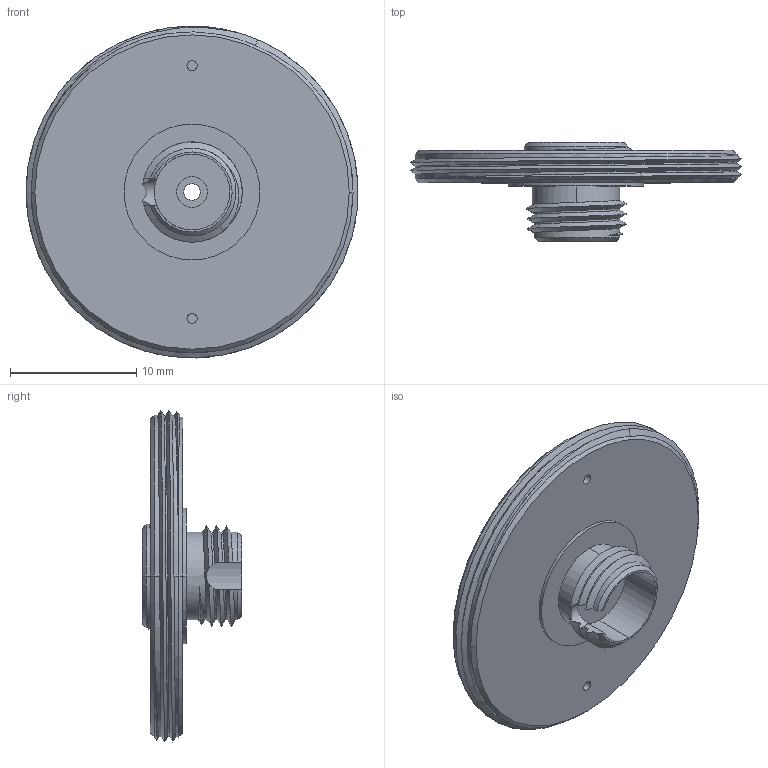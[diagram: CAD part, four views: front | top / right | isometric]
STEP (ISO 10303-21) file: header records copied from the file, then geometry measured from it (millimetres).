
FILE_DESCRIPTION((''),'2;1');
FILE_NAME('SM1-FC25_ASM','2020-10-27T',('Administrator'),(''),'CREO PARAMETRIC BY PTC INC, 2015290','CREO PARAMETRIC BY PTC INC, 2015290','');
FILE_SCHEMA(('CONFIG_CONTROL_DESIGN'));
Length unit declared in the file: millimetre
Products named in the file (3): SM1-FC25_A1; FC_A; SM1-FC25_ASM
Assembly tree (2 placements, depth 2):
  SM1-FC25_ASM
    SM1-FC25_A1
    FC_A
Bounding box: 26.27 x 7.86 x 26.27 mm (x, y, z)
Volume: 1405.7 mm3; surface area: 1774 mm2
Topology: 2 solids, 2 shells, 92 faces, 226 edges, 143 vertices
Faces by surface type: cylinder 35, bspline 29, plane 15, cone 13
Entity records: 6920 total; most frequent: CARTESIAN_POINT 4880, ORIENTED_EDGE 452, DIRECTION 325, EDGE_CURVE 226, VERTEX_POINT 143, AXIS2_PLACEMENT_3D 123, EDGE_LOOP 101, FACE_OUTER_BOUND 92
